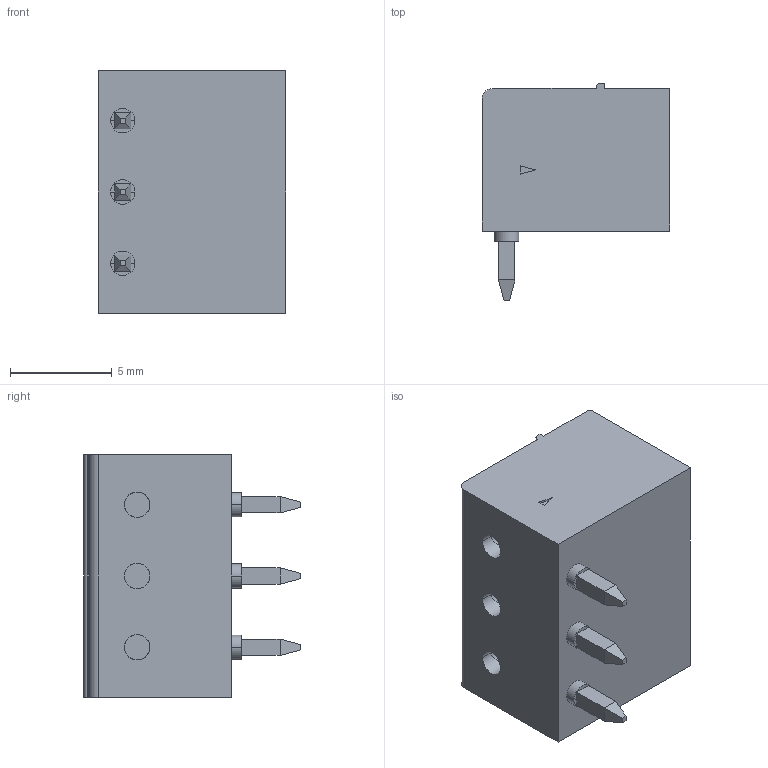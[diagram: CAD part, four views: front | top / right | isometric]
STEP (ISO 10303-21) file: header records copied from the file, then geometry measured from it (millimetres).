
FILE_DESCRIPTION(('SolidDesigner STEP Export'),'1');
FILE_NAME('mc_1.5-3-g-3.5.stp','2000-10-05T14:11:49',(''),(''), 'SolidDesigner STEP processor Version: 7.0(Mar 1999)for AP214(CD)(Solid Model)', 'CoCreate SolidDesigner: 08.01 19-Jun-2000(C) CoCreate Software GmbH','');
FILE_SCHEMA(('AUTOMOTIVE_DESIGN_CC2 {1 2 10303 214 -1 1 5 1}'));
Length unit declared in the file: millimetre
Products named in the file (1): mc_1.5-3-g-3.5
Bounding box: 9.2 x 10.65 x 11.9 mm (x, y, z)
Volume: 465.4 mm3; surface area: 1076.2 mm2
Topology: 1 solids, 1 shells, 275 faces, 671 edges, 423 vertices
Faces by surface type: plane 199, cylinder 70, cone 6
Entity records: 11704 total; most frequent: CARTESIAN_POINT 3290, ORIENTED_EDGE 1342, DIRECTION 1176, EDGE_CURVE 671, VECTOR 490, LINE 490, VERTEX_POINT 423, AXIS2_PLACEMENT_3D 343
